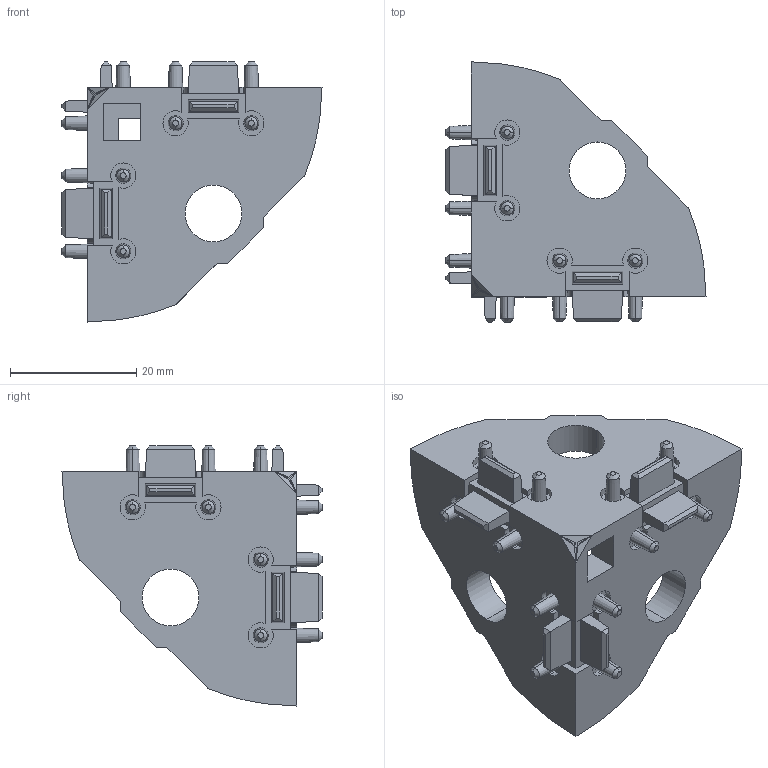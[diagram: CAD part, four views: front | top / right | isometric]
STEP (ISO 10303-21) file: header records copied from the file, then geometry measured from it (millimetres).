
FILE_DESCRIPTION (( 'STEP AP214' ), '1' );
FILE_NAME ('093we402n08.STEP', '2014-08-21T06:05:13', ( '' ), ( '' ), 'SwSTEP 2.0', 'SolidWorks 2014', '' );
FILE_SCHEMA (( 'AUTOMOTIVE_DESIGN' ));
Length unit declared in the file: millimetre
Products named in the file (1): 093we402n08
Bounding box: 41.2 x 41.2 x 41.2 mm (x, y, z)
Volume: 11901.2 mm3; surface area: 7206.9 mm2
Topology: 1 solids, 1 shells, 233 faces, 559 edges, 344 vertices
Faces by surface type: plane 140, cone 48, cylinder 42, sphere 3
Entity records: 6733 total; most frequent: DIRECTION 1203, CARTESIAN_POINT 1145, ORIENTED_EDGE 1116, EDGE_CURVE 558, AXIS2_PLACEMENT_3D 414, VECTOR 375, LINE 375, VERTEX_POINT 344
